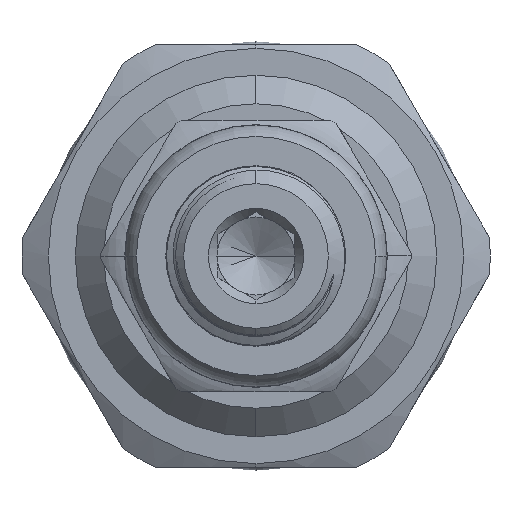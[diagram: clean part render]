
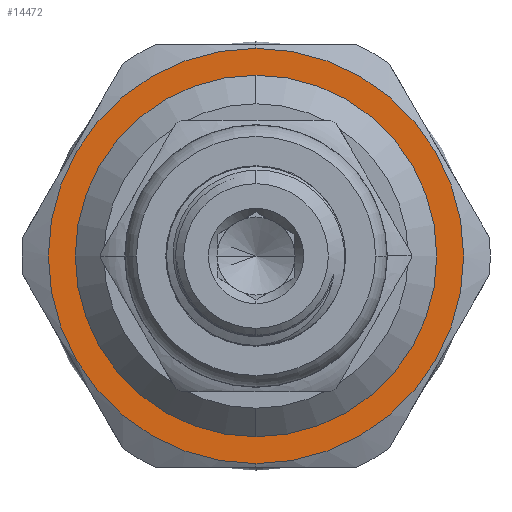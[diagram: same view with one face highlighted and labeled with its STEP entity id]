
A CAD part, left-side view. The second image highlights one B-rep face of the part: STEP entity #14472.
In plain terms, the highlighted planar face has unit normal (-1, 0, 0).
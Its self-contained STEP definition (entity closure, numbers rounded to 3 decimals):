
#175 = CARTESIAN_POINT ( 'NONE',  ( 12., 0., 0. ) ) ;
#692 = CIRCLE ( 'NONE', #17298, 9.5 ) ;
#1511 = CIRCLE ( 'NONE', #15515, 10.91 ) ;
#1935 = DIRECTION ( 'NONE',  ( -1., 0., 0. ) ) ;
#2260 = ORIENTED_EDGE ( 'NONE', *, *, #9517, .T. ) ;
#3630 = ORIENTED_EDGE ( 'NONE', *, *, #15554, .T. ) ;
#4042 = DIRECTION ( 'NONE',  ( 0., 0., 1. ) ) ;
#4464 = DIRECTION ( 'NONE',  ( 1., 0., 0. ) ) ;
#4535 = ORIENTED_EDGE ( 'NONE', *, *, #7836, .F. ) ;
#5551 = ORIENTED_EDGE ( 'NONE', *, *, #16209, .F. ) ;
#5724 = CARTESIAN_POINT ( 'NONE',  ( 12., 9.5, 0. ) ) ;
#7009 = CARTESIAN_POINT ( 'NONE',  ( 12., 0., 10.91 ) ) ;
#7023 = CARTESIAN_POINT ( 'NONE',  ( 12., 0., 0. ) ) ;
#7148 = CIRCLE ( 'NONE', #15307, 10.91 ) ;
#7531 = CARTESIAN_POINT ( 'NONE',  ( 12., 0., 0. ) ) ;
#7610 = VERTEX_POINT ( 'NONE', #8235 ) ;
#7836 = EDGE_CURVE ( 'NONE', #12490, #16995, #692, .T. ) ;
#8016 = FACE_OUTER_BOUND ( 'NONE', #11621, .T. ) ;
#8235 = CARTESIAN_POINT ( 'NONE',  ( 12., 0., -10.91 ) ) ;
#8769 = CARTESIAN_POINT ( 'NONE',  ( 12., 0., 0. ) ) ;
#8907 = CARTESIAN_POINT ( 'NONE',  ( 12., 0., 9.5 ) ) ;
#9124 = VERTEX_POINT ( 'NONE', #7009 ) ;
#9517 = EDGE_CURVE ( 'NONE', #7610, #9124, #1511, .T. ) ;
#9546 = EDGE_LOOP ( 'NONE', ( #5551, #4535 ) ) ;
#10206 = AXIS2_PLACEMENT_3D ( 'NONE', #5724, #4464, #13944 ) ;
#10723 = CIRCLE ( 'NONE', #16447, 9.5 ) ;
#11094 = PLANE ( 'NONE',  #10206 ) ;
#11237 = DIRECTION ( 'NONE',  ( -1., 0., 0. ) ) ;
#11529 = DIRECTION ( 'NONE',  ( 0., 0., 1. ) ) ;
#11621 = EDGE_LOOP ( 'NONE', ( #2260, #3630 ) ) ;
#12490 = VERTEX_POINT ( 'NONE', #12893 ) ;
#12857 = DIRECTION ( 'NONE',  ( 0., 0., 1. ) ) ;
#12893 = CARTESIAN_POINT ( 'NONE',  ( 12., 0., -9.5 ) ) ;
#13800 = DIRECTION ( 'NONE',  ( 0., 0., 1. ) ) ;
#13944 = DIRECTION ( 'NONE',  ( 0., 0., -1. ) ) ;
#14226 = DIRECTION ( 'NONE',  ( -1., 0., 0. ) ) ;
#14472 = ADVANCED_FACE ( 'NONE', ( #15432, #8016 ), #11094, .F. ) ;
#15307 = AXIS2_PLACEMENT_3D ( 'NONE', #8769, #14226, #12857 ) ;
#15432 = FACE_BOUND ( 'NONE', #9546, .T. ) ;
#15515 = AXIS2_PLACEMENT_3D ( 'NONE', #7023, #16307, #4042 ) ;
#15554 = EDGE_CURVE ( 'NONE', #9124, #7610, #7148, .T. ) ;
#16209 = EDGE_CURVE ( 'NONE', #16995, #12490, #10723, .T. ) ;
#16307 = DIRECTION ( 'NONE',  ( -1., 0., 0. ) ) ;
#16447 = AXIS2_PLACEMENT_3D ( 'NONE', #175, #11237, #13800 ) ;
#16995 = VERTEX_POINT ( 'NONE', #8907 ) ;
#17298 = AXIS2_PLACEMENT_3D ( 'NONE', #7531, #1935, #11529 ) ;
